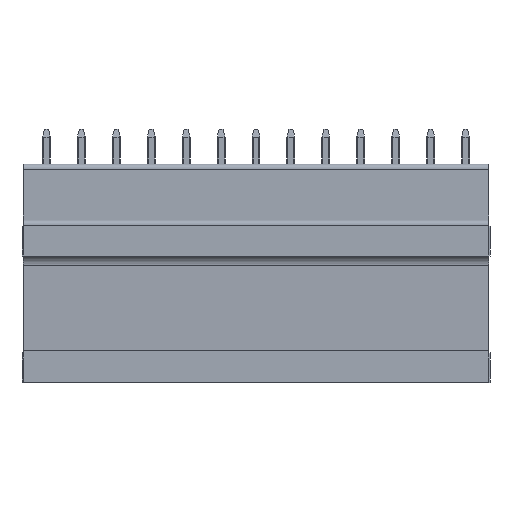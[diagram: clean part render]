
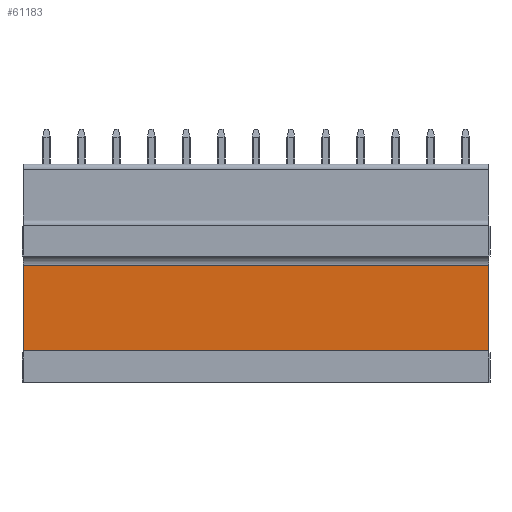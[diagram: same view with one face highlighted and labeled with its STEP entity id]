
A CAD part, front view. The second image highlights one B-rep face of the part: STEP entity #61183.
In plain terms, the highlighted planar face has unit normal (0, -1, -0.026).
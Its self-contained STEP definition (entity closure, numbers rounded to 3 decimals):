
#20844=DIRECTION('',(-1.,0.,0.));
#20845=VECTOR('',#20844,46.6);
#20846=CARTESIAN_POINT('',(-0.15,4.2,-9.5));
#20847=LINE('',#20846,#20845);
#20852=DIRECTION('',(0.,0.026,-1.));
#20853=VECTOR('',#20852,8.529);
#20854=CARTESIAN_POINT('',(-46.75,3.98,-0.974));
#20855=LINE('',#20854,#20853);
#20856=DIRECTION('',(-1.,0.,0.));
#20857=VECTOR('',#20856,46.6);
#20858=CARTESIAN_POINT('',(-0.15,3.98,-0.974));
#20859=LINE('',#20858,#20857);
#20860=DIRECTION('',(0.,0.026,-1.));
#20861=VECTOR('',#20860,8.529);
#20862=CARTESIAN_POINT('',(-0.15,3.98,-0.974));
#20863=LINE('',#20862,#20861);
#29828=CARTESIAN_POINT('',(-0.15,3.98,-0.974));
#29829=VERTEX_POINT('',#29828);
#29830=CARTESIAN_POINT('',(-0.15,4.2,-9.5));
#29831=VERTEX_POINT('',#29830);
#32623=CARTESIAN_POINT('',(-46.75,3.98,-0.974));
#32624=VERTEX_POINT('',#32623);
#32625=CARTESIAN_POINT('',(-46.75,4.2,-9.5));
#32626=VERTEX_POINT('',#32625);
#61170=CARTESIAN_POINT('',(0.,3.98,-0.974));
#61171=DIRECTION('',(0.,-1.,-0.026));
#61172=DIRECTION('',(0.,0.026,-1.));
#61173=AXIS2_PLACEMENT_3D('',#61170,#61171,#61172);
#61174=PLANE('',#61173);
#61175=ORIENTED_EDGE('',*,*,#46548,.F.);
#61177=ORIENTED_EDGE('',*,*,#61176,.F.);
#61179=ORIENTED_EDGE('',*,*,#61178,.T.);
#61180=ORIENTED_EDGE('',*,*,#61162,.T.);
#61181=EDGE_LOOP('',(#61175,#61177,#61179,#61180));
#61182=FACE_OUTER_BOUND('',#61181,.F.);
#61183=ADVANCED_FACE('',(#61182),#61174,.T.);
#46548=EDGE_CURVE('',#32624,#32626,#20855,.T.);
#61162=EDGE_CURVE('',#29831,#32626,#20847,.T.);
#61176=EDGE_CURVE('',#29829,#32624,#20859,.T.);
#61178=EDGE_CURVE('',#29829,#29831,#20863,.T.);
